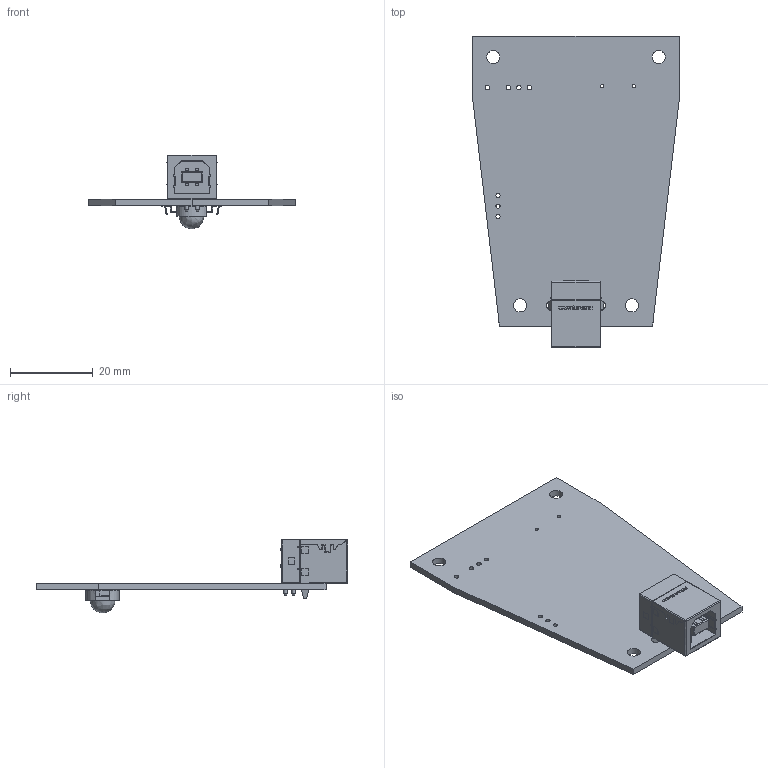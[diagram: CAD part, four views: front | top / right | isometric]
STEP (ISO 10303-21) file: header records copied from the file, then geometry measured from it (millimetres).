
FILE_DESCRIPTION(('KiCad electronic assembly'),'2;1');
FILE_NAME('fanali_coda_treno.step','2022-05-10T21:19:03',('Pcbnew'),( 'Kicad'),'Open CASCADE STEP processor 7.5','KiCad to STEP converter' ,'Unknown');
FILE_SCHEMA(('AUTOMOTIVE_DESIGN { 1 0 10303 214 1 1 1 1 }'));
Length unit declared in the file: millimetre
Products named in the file (6): fanali_coda_treno 1; USB TYPEB; COMPOUND; COB5730; fanali_coda_treno PCB
Assembly tree (5 placements, depth 3):
  fanali_coda_treno 1
    USB TYPEB
      COMPOUND
    COB5730
      COMPOUND
    fanali_coda_treno PCB
Bounding box: 50 x 75.21 x 17.82 mm (x, y, z)
Volume: 6596.8 mm3; surface area: 8558.9 mm2
Topology: 4 solids, 4 shells, 556 faces, 1510 edges, 1036 vertices
Faces by surface type: bspline 528, cylinder 19, plane 9
Full cylindrical faces by diameter (mm): 0.8 x2, 0.95 x4, 1 x3, 1.1 x4, 2.3 x2, 3.2 x4
Entity records: 34816 total; most frequent: CARTESIAN_POINT 14115, B_SPLINE_CURVE_WITH_KNOTS 3862, ORIENTED_EDGE 2896, PCURVE 2896, DEFINITIONAL_REPRESENTATION 2896, EDGE_CURVE 1448, SURFACE_CURVE 1415, VERTEX_POINT 941
